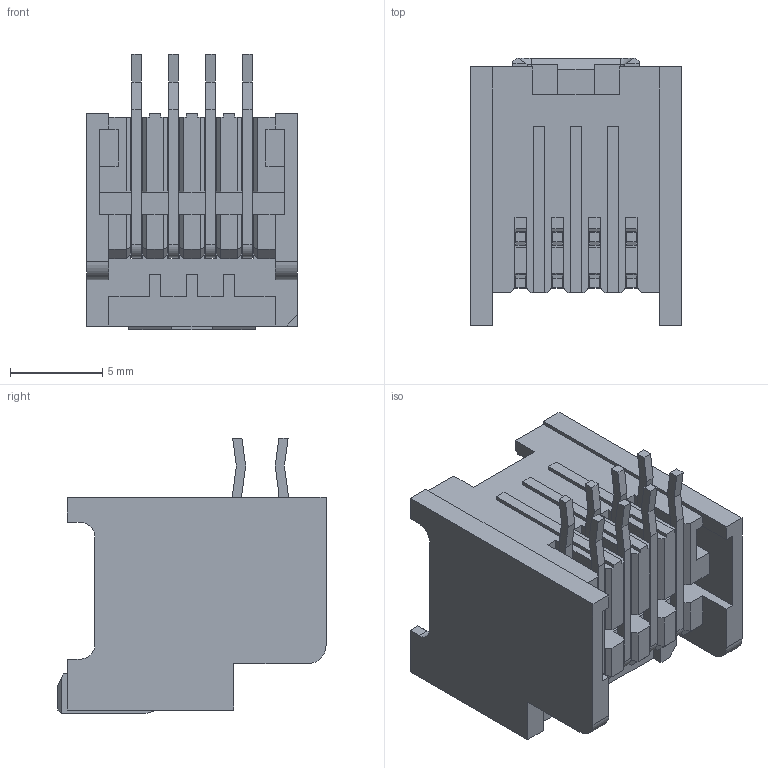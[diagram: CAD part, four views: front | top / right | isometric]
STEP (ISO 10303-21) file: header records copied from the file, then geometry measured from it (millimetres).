
FILE_DESCRIPTION((''),'2;1');
FILE_NAME('559590830','2008-01-15T',('mhm01'),(''),'PRO/ENGINEER BY PARAMETRIC TECHNOLOGY CORPORATION, 2003451','PRO/ENGINEER BY PARAMETRIC TECHNOLOGY CORPORATION, 2003451','');
FILE_SCHEMA(('CONFIG_CONTROL_DESIGN'));
Length unit declared in the file: millimetre
Products named in the file (1): 559590830
Bounding box: 11.4 x 14.5 x 14.9 mm (x, y, z)
Volume: 746.2 mm3; surface area: 1665.2 mm2
Topology: 5 solids, 5 shells, 449 faces, 1290 edges, 844 vertices
Faces by surface type: plane 407, cylinder 32, cone 10
Entity records: 14421 total; most frequent: CARTESIAN_POINT 2562, ORIENTED_EDGE 2542, DIRECTION 2280, EDGE_CURVE 1271, VECTOR 1200, LINE 1200, VERTEX_POINT 822, AXIS2_PLACEMENT_3D 540
